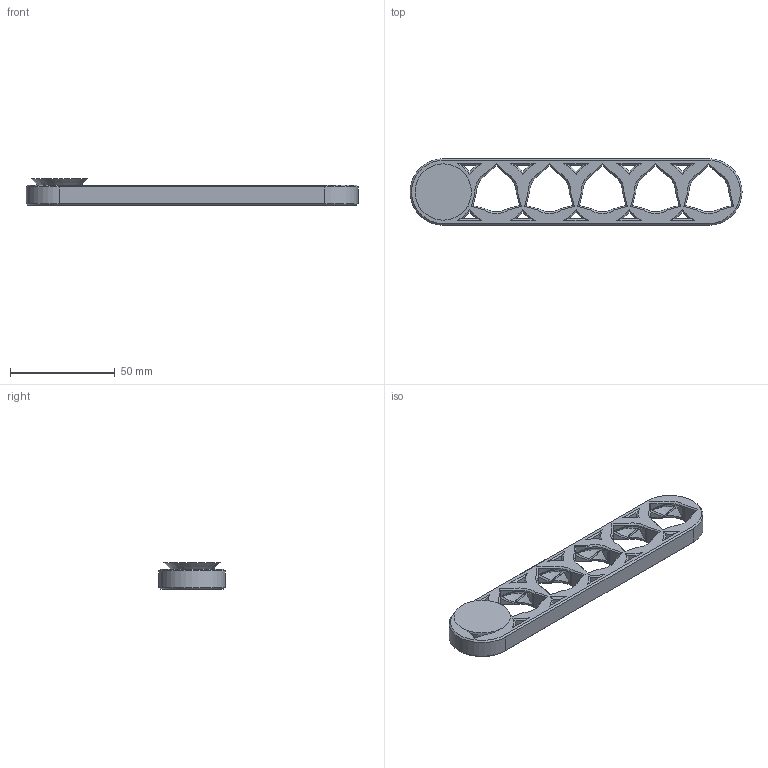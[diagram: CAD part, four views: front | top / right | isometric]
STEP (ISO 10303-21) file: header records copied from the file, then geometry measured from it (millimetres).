
FILE_DESCRIPTION(/* description */ ('STEP AP214'),/* implementation_level */ '2;1');
FILE_NAME(/* name */ '67f4f2752a10d44491ad0fa0',/* time_stamp */ '2025-04-08T09:55:02Z',/* author */ (''),/* organization */ (''),/* preprocessor_version */ 'ST-DEVELOPER v20',/* originating_system */ 'ONSHAPE BY PTC INC, 1.196',/* authorisation */ ' ');
FILE_SCHEMA (('AUTOMOTIVE_DESIGN {1 0 10303 214 3 1 1}'));
Length unit declared in the file: metre
Products named in the file (2): rail- reference; lock
Bounding box: 158.75 x 31.75 x 12.7 mm (x, y, z)
Volume: 28177.7 mm3; surface area: 16200.4 mm2
Topology: 2 solids, 2 shells, 463 faces, 1226 edges, 770 vertices
Faces by surface type: plane 226, cone 139, bspline 57, cylinder 41
Full cylindrical faces by diameter (mm): 18.745 x1
Entity records: 19343 total; most frequent: CARTESIAN_POINT 8874, ORIENTED_EDGE 2446, DIRECTION 1762, EDGE_CURVE 1223, VERTEX_POINT 770, AXIS2_PLACEMENT_3D 689, B_SPLINE_CURVE_WITH_KNOTS 558, EDGE_LOOP 501
